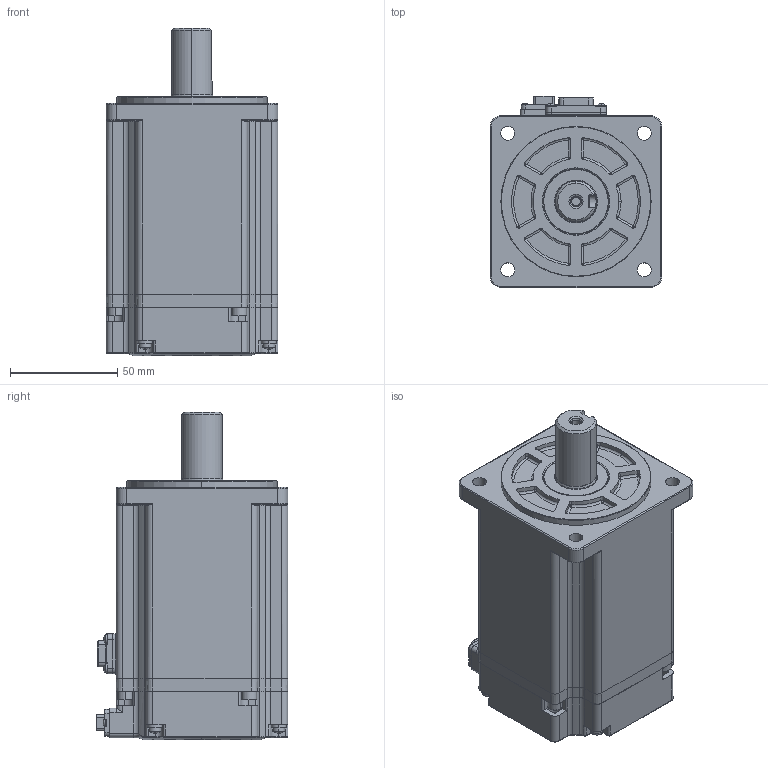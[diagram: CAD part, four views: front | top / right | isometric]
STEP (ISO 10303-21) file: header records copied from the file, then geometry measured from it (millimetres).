
FILE_DESCRIPTION (( 'STEP AP203' ), '1' );
FILE_NAME ('MS6S-80TH30B3-21P0.STEP', '2024-01-22T04:52:43', ( '' ), ( '' ), 'SwSTEP 2.0', 'SolidWorks 2022', '' );
FILE_SCHEMA (( 'CONFIG_CONTROL_DESIGN' ));
Length unit declared in the file: millimetre
Products named in the file (1): MS6S-80TH30B3-21P0
Bounding box: 80 x 89.3 x 152.6 mm (x, y, z)
Surface area: 59571.3 mm2 (no closed solid volume)
Topology: 0 solids, 29 shells, 882 faces, 2829 edges, 1936 vertices
Faces by surface type: plane 380, cylinder 298, torus 97, cone 45, sphere 44, bspline 18
Entity records: 32084 total; most frequent: CARTESIAN_POINT 6853, DIRECTION 5628, ORIENTED_EDGE 4700, EDGE_CURVE 2796, AXIS2_PLACEMENT_3D 2033, VERTEX_POINT 1924, LINE 1562, VECTOR 1562
